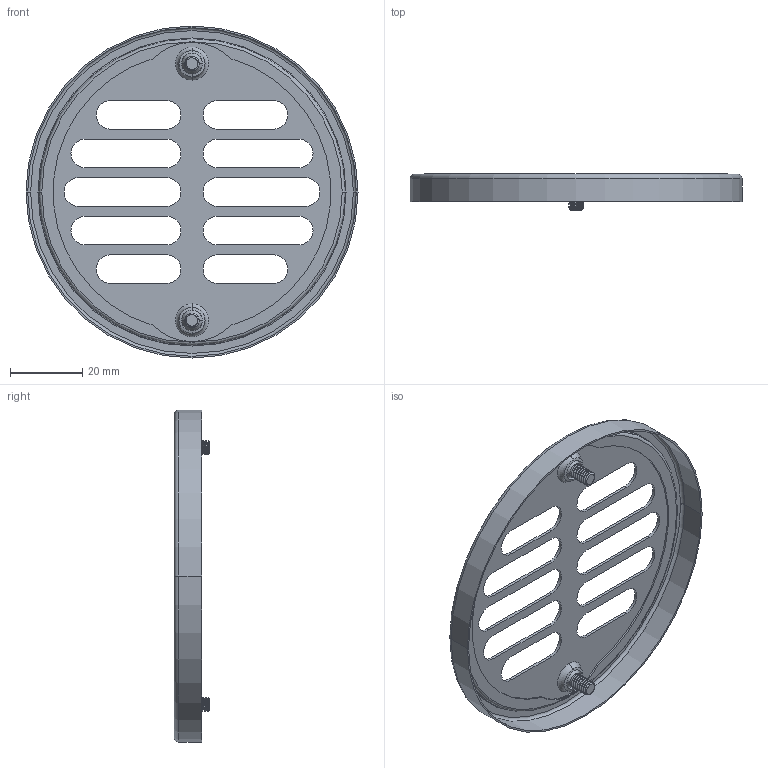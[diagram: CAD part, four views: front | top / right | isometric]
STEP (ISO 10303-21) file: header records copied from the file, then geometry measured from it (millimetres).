
FILE_DESCRIPTION((''),'2;1');
FILE_NAME('230_ASM','2021-10-25T09:22:32',('rsmith'),(''),'CREO PARAMETRIC BY PTC INC, 2018400','CREO PARAMETRIC BY PTC INC, 2018400','');
FILE_SCHEMA(('AUTOMOTIVE_DESIGN { 1 0 10303 214 1 1 1 1 }'));
Length unit declared in the file: inch
Products named in the file (4): 50480; 50479; 92086; 230_ASM
Assembly tree (4 placements, depth 2):
  230_ASM
    50480
    50479
    92086  x2
Bounding box: 91.95 x 9.93 x 91.95 mm (x, y, z)
Volume: 4889.9 mm3; surface area: 16427.6 mm2
Topology: 4 solids, 4 shells, 169 faces, 438 edges, 280 vertices
Faces by surface type: cylinder 66, plane 41, torus 32, bspline 16, cone 14
Entity records: 7756 total; most frequent: CARTESIAN_POINT 3155, DIRECTION 686, ORIENTED_EDGE 666, PRESENTATION_STYLE_ASSIGNMENT 336, STYLED_ITEM 336, CURVE_STYLE 333, EDGE_CURVE 333, AXIS2_PLACEMENT_3D 278
